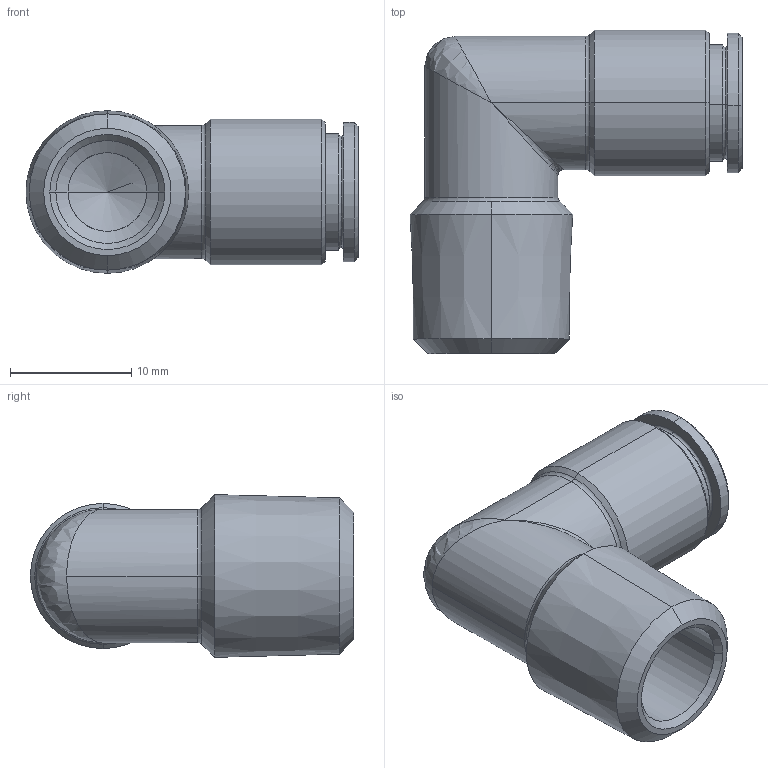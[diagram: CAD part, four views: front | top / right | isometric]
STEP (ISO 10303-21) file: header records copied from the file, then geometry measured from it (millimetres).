
FILE_DESCRIPTION (( 'STEP AP203' ), '1' );
FILE_NAME ('X0040032.STEP', '2010-09-22T13:35:32', ( '' ), ( 'sopra-pneumatic' ), 'SwSTEP 2.0', 'SolidWorks 2009', '' );
FILE_SCHEMA (( 'CONFIG_CONTROL_DESIGN' ));
Length unit declared in the file: millimetre
Products named in the file (1): X0040032
Bounding box: 27.42 x 26.7 x 13.44 mm (x, y, z)
Volume: 2936.8 mm3; surface area: 2677.8 mm2
Topology: 1 solids, 1 shells, 56 faces, 130 edges, 70 vertices
Faces by surface type: cone 22, cylinder 20, torus 8, plane 4, bspline 2
Entity records: 2567 total; most frequent: CARTESIAN_POINT 1257, DIRECTION 282, ORIENTED_EDGE 244, EDGE_CURVE 122, AXIS2_PLACEMENT_3D 119, VERTEX_POINT 70, CIRCLE 64, EDGE_LOOP 60
